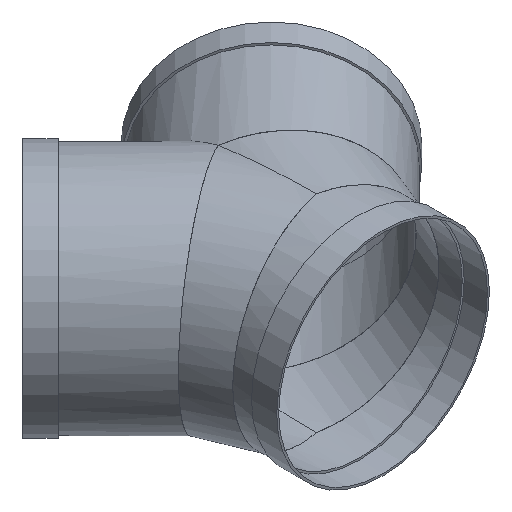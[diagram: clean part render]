
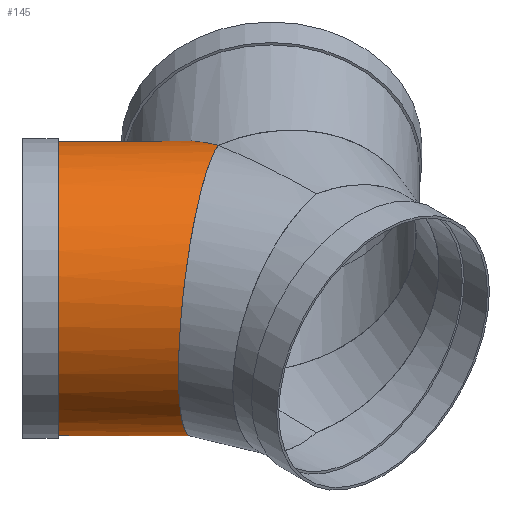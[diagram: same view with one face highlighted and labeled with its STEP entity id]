
A CAD part, isometric view. The second image highlights one B-rep face of the part: STEP entity #145.
In plain terms, the highlighted cylindrical face has radius 315 mm (diameter 630 mm), a full revolution.
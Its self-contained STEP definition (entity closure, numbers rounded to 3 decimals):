
#145 = ADVANCED_FACE( '', ( #255, #256 ), #257, .T. );
#255 = FACE_OUTER_BOUND( '', #355, .T. );
#256 = FACE_OUTER_BOUND( '', #356, .T. );
#257 = CYLINDRICAL_SURFACE( '', #357, 315. );
#355 = EDGE_LOOP( '', ( #471 ) );
#356 = EDGE_LOOP( '', ( #472, #473 ) );
#357 = AXIS2_PLACEMENT_3D( '', #474, #475, #476 );
#471 = ORIENTED_EDGE( '', *, *, #609, .T. );
#472 = ORIENTED_EDGE( '', *, *, #610, .F. );
#473 = ORIENTED_EDGE( '', *, *, #611, .F. );
#474 = CARTESIAN_POINT( '', ( 260.955, 76., 0. ) );
#475 = DIRECTION( '', ( 0.707, -0.707, 0. ) );
#476 = DIRECTION( '', ( -0.707, -0.707, 0. ) );
#609 = EDGE_CURVE( '', #688, #688, #689, .T. );
#610 = EDGE_CURVE( '', #690, #691, #692, .T. );
#611 = EDGE_CURVE( '', #691, #690, #693, .T. );
#688 = VERTEX_POINT( '', #780 );
#689 = CIRCLE( '', #781, 315. );
#690 = VERTEX_POINT( '', #782 );
#691 = VERTEX_POINT( '', #783 );
#692 = ELLIPSE( '', #784, 445.477, 315. );
#693 = ELLIPSE( '', #785, 321.171, 315. );
#780 = CARTESIAN_POINT( '', ( -544.44, 435.917, 0. ) );
#781 = AXIS2_PLACEMENT_3D( '', #877, #878, #879 );
#782 = CARTESIAN_POINT( '', ( 0., 496.953, -293.982 ) );
#783 = CARTESIAN_POINT( '', ( 0., 496.953, 293.982 ) );
#784 = AXIS2_PLACEMENT_3D( '', #880, #881, #882 );
#785 = AXIS2_PLACEMENT_3D( '', #883, #884, #885 );
#877 = CARTESIAN_POINT( '', ( -321.701, 658.656, 0. ) );
#878 = DIRECTION( '', ( 0.707, -0.707, 0. ) );
#879 = DIRECTION( '', ( -0.707, -0.707, 0. ) );
#880 = CARTESIAN_POINT( '', ( 0., 336.955, 0. ) );
#881 = DIRECTION( '', ( 1., 0., 0. ) );
#882 = DIRECTION( '', ( 0., 1., 0. ) );
#883 = CARTESIAN_POINT( '', ( -95.912, 432.866, 0. ) );
#884 = DIRECTION( '', ( 0.556, -0.831, 0. ) );
#885 = DIRECTION( '', ( -0.831, -0.556, 0. ) );
